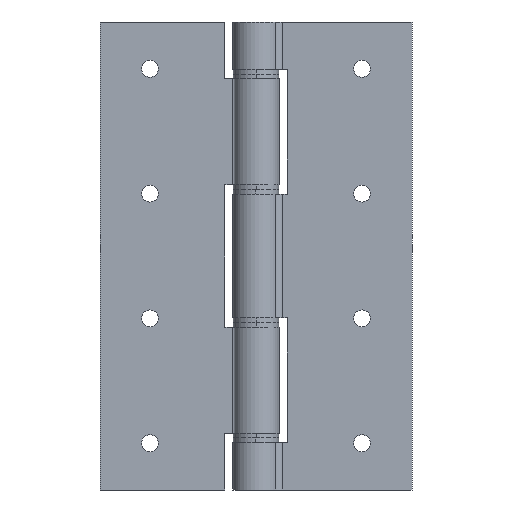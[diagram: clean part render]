
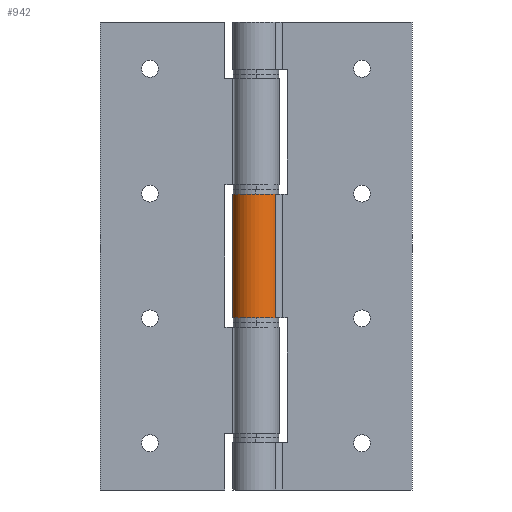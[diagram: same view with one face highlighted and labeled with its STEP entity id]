
A CAD part, front view. The second image highlights one B-rep face of the part: STEP entity #942.
In plain terms, the highlighted cylindrical face has radius 7.5 mm (diameter 15 mm), a partial arc.
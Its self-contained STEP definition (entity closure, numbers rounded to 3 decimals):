
#301 = EDGE_CURVE ( 'NONE', #4039, #4091, #2109, .T. ) ;
#302 = EDGE_CURVE ( 'NONE', #4037, #4091, #4770, .T. ) ;
#345 = EDGE_CURVE ( 'NONE', #4038, #4039, #4794, .T. ) ;
#346 = EDGE_CURVE ( 'NONE', #4037, #4038, #565, .T. ) ;
#565 = CIRCLE ( 'NONE', #569, 7.5 ) ;
#568 = VECTOR ( 'NONE', #2616, 1000. ) ;
#569 = AXIS2_PLACEMENT_3D ( 'NONE', #2617, #2618, #2613 ) ;
#942 = ADVANCED_FACE ( 'NONE', ( #5117 ), #5118, .T. ) ;
#1695 = CARTESIAN_POINT ( 'NONE',  ( 0., 0., 75. ) ) ;
#1696 = DIRECTION ( 'NONE',  ( 0., 0., -1. ) ) ;
#1697 = DIRECTION ( 'NONE',  ( -1., 0., 0. ) ) ;
#2075 = CARTESIAN_POINT ( 'NONE',  ( 6.155, -4.286, 19.8 ) ) ;
#2076 = CARTESIAN_POINT ( 'NONE',  ( -7.5, 0., 19.8 ) ) ;
#2077 = CARTESIAN_POINT ( 'NONE',  ( -7.5, 0., -19.8 ) ) ;
#2109 = CIRCLE ( 'NONE', #2111, 7.5 ) ;
#2111 = AXIS2_PLACEMENT_3D ( 'NONE', #2497, #2500, #2501 ) ;
#2114 = VECTOR ( 'NONE', #2509, 1000. ) ;
#2260 = AXIS2_PLACEMENT_3D ( 'NONE', #1695, #1696, #1697 ) ;
#2497 = CARTESIAN_POINT ( 'NONE',  ( 0., 0., -19.8 ) ) ;
#2500 = DIRECTION ( 'NONE',  ( 0., 0., 1. ) ) ;
#2501 = DIRECTION ( 'NONE',  ( 1., 0., 0. ) ) ;
#2502 = CARTESIAN_POINT ( 'NONE',  ( 6.155, -4.286, 75. ) ) ;
#2509 = DIRECTION ( 'NONE',  ( 0., 0., -1. ) ) ;
#2613 = DIRECTION ( 'NONE',  ( -1., 0., 0. ) ) ;
#2616 = DIRECTION ( 'NONE',  ( 0., 0., -1. ) ) ;
#2617 = CARTESIAN_POINT ( 'NONE',  ( 0., 0., 19.8 ) ) ;
#2618 = DIRECTION ( 'NONE',  ( 0., 0., -1. ) ) ;
#2621 = CARTESIAN_POINT ( 'NONE',  ( -7.5, 0., 75. ) ) ;
#3128 = CARTESIAN_POINT ( 'NONE',  ( 6.155, -4.286, -19.8 ) ) ;
#4037 = VERTEX_POINT ( 'NONE', #2075 ) ;
#4038 = VERTEX_POINT ( 'NONE', #2076 ) ;
#4039 = VERTEX_POINT ( 'NONE', #2077 ) ;
#4091 = VERTEX_POINT ( 'NONE', #3128 ) ;
#4241 = ORIENTED_EDGE ( 'NONE', *, *, #346, .T. ) ;
#4242 = ORIENTED_EDGE ( 'NONE', *, *, #301, .T. ) ;
#4243 = ORIENTED_EDGE ( 'NONE', *, *, #345, .T. ) ;
#4244 = ORIENTED_EDGE ( 'NONE', *, *, #302, .F. ) ;
#4661 = EDGE_LOOP ( 'NONE', ( #4241, #4243, #4242, #4244 ) ) ;
#4770 = LINE ( 'NONE', #2502, #2114 ) ;
#4794 = LINE ( 'NONE', #2621, #568 ) ;
#5117 = FACE_OUTER_BOUND ( 'NONE', #4661, .T. ) ;
#5118 = CYLINDRICAL_SURFACE ( 'NONE', #2260, 7.5 ) ;
